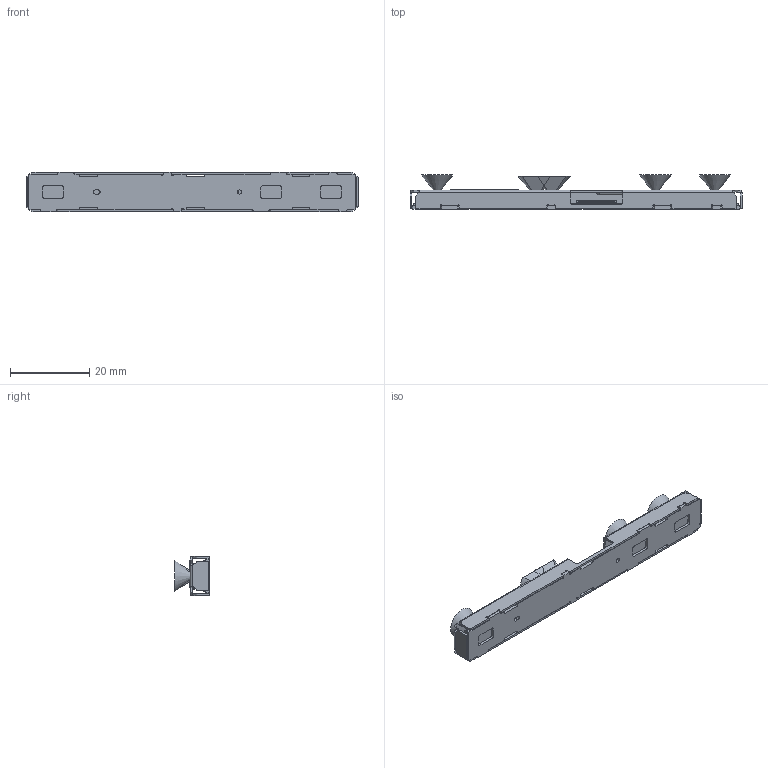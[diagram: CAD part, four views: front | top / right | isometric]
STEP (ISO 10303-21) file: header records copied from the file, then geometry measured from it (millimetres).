
FILE_DESCRIPTION(/* description */ (''),/* implementation_level */ '2;1');
FILE_NAME(/* name */ 'D415 Step.step',/* time_stamp */ '2024-05-14T12:56:17+01:00',/* author */ (''),/* organization */ (''),/* preprocessor_version */ 'ST-DEVELOPER v20',/* originating_system */ 'Autodesk Translation Framework v12.20.1.177',/* authorisation */ '');
FILE_SCHEMA (('AUTOMOTIVE_DESIGN { 1 0 10303 214 3 1 1 }'));
Products named in the file (18): D415 Module; IDC-DS-0600_EXT; IDC-DS-0594_EXT; IDC-DS-0595_EXT; IDC-DS-0596_EXT; IDC-DS-0566_EXT; IDC-DS-0392_EXT; PC0644_EXT (1); PC0644_EXT; Part1^IDC-DS-0595; Projector FOV 001; 20708-050E; IDC-DS-0502_EXT; Part2^IDC-DS-0502; IDC-DS-0588; IDC-DS-0261; IDC-DS-0446; IDC-DS-0568
Assembly tree (24 placements, depth 7):
  D415 Module
    IDC-DS-0600_EXT
      IDC-DS-0594_EXT
        IDC-DS-0595_EXT
          IDC-DS-0596_EXT
            IDC-DS-0566_EXT
            IDC-DS-0392_EXT
            PC0644_EXT (1)
              PC0644_EXT
              20708-050E
          Part1^IDC-DS-0595
          Projector FOV 001  x2
        20708-050E
        IDC-DS-0502_EXT  x3
          Part2^IDC-DS-0502
          IDC-DS-0588
      IDC-DS-0261
      IDC-DS-0446
      IDC-DS-0568
Bounding box: 83.7 x 8.62 x 10 mm (x, y, z)
Volume: 2278.3 mm3; surface area: 8397.7 mm2
Topology: 26 solids, 26 shells, 3957 faces, 10276 edges, 6456 vertices
Faces by surface type: plane 3302, cylinder 415, bspline 205, torus 16, cone 11, sphere 8
Full cylindrical faces by diameter (mm): 0.75 x1, 1.05 x2, 1.06 x1, 1.1 x2, 4.99 x3, 6 x3
Entity records: 90319 total; most frequent: CARTESIAN_POINT 27052, ORIENTED_EDGE 13448, DIRECTION 11750, EDGE_CURVE 6724, LINE 5700, VECTOR 5700, VERTEX_POINT 4272, AXIS2_PLACEMENT_3D 3025
